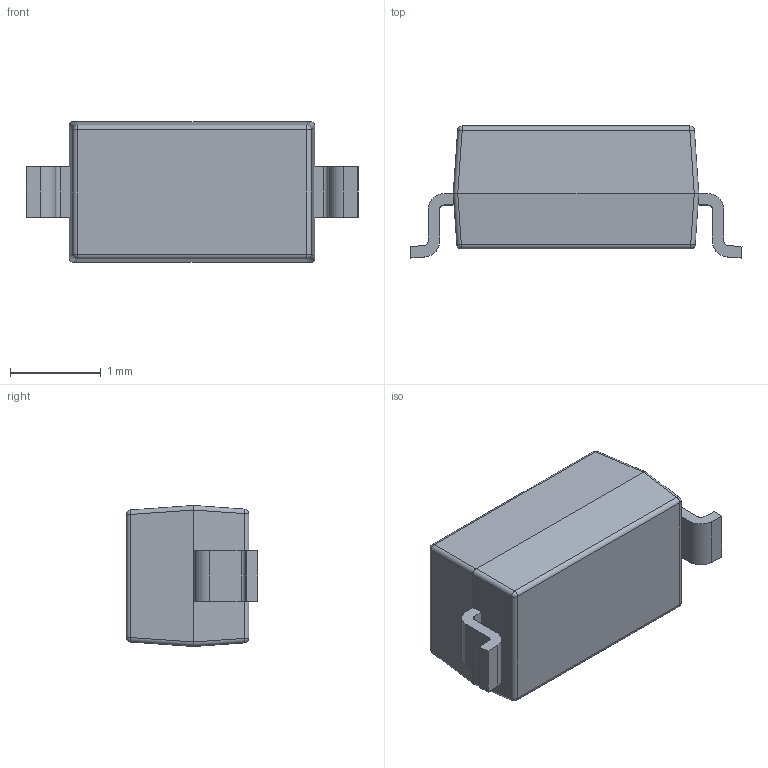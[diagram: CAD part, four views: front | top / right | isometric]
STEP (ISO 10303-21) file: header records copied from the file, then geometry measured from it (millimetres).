
FILE_DESCRIPTION (( 'STEP AP214' ), '1' );
FILE_NAME ('MMSZ5226B-7-F.STEP', '2021-05-10T01:59:39', ( '' ), ( '' ), 'SwSTEP 2.0', 'SolidWorks 2017', '' );
FILE_SCHEMA (( 'AUTOMOTIVE_DESIGN' ));
Length unit declared in the file: millimetre
Products named in the file (1): MMSZ5226B-7-F
Bounding box: 3.65 x 1.45 x 1.55 mm (x, y, z)
Volume: 5.5 mm3; surface area: 22.1 mm2
Topology: 4 solids, 4 shells, 73 faces, 168 edges, 96 vertices
Faces by surface type: plane 41, cylinder 24, sphere 8
Entity records: 2019 total; most frequent: DIRECTION 344, CARTESIAN_POINT 342, ORIENTED_EDGE 320, EDGE_CURVE 160, LINE 116, VECTOR 116, AXIS2_PLACEMENT_3D 114, VERTEX_POINT 96
